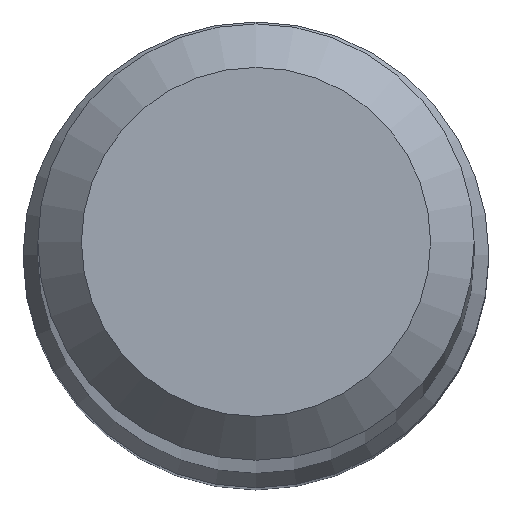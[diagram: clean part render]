
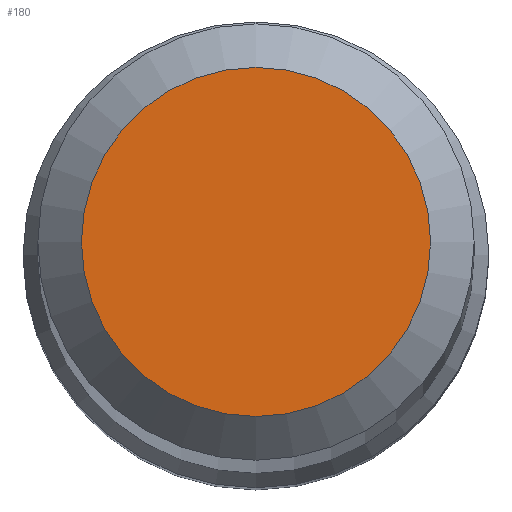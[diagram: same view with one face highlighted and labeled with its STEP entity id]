
A CAD part, top view. The second image highlights one B-rep face of the part: STEP entity #180.
In plain terms, the highlighted planar face has unit normal (0, 0, 1).
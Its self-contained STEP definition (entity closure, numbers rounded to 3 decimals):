
#3 = AXIS2_PLACEMENT_3D ( 'NONE', #72, #186, #58 ) ;
#24 = DIRECTION ( 'NONE',  ( 0., 1., 0. ) ) ;
#42 = DIRECTION ( 'NONE',  ( 0., 0., -1. ) ) ;
#55 = VERTEX_POINT ( 'NONE', #129 ) ;
#58 = DIRECTION ( 'NONE',  ( 0., 1., 0. ) ) ;
#72 = CARTESIAN_POINT ( 'NONE',  ( 0., 0., 80. ) ) ;
#91 = CIRCLE ( 'NONE', #147, 1.6 ) ;
#96 = CARTESIAN_POINT ( 'NONE',  ( 0., 0., 80. ) ) ;
#98 = EDGE_LOOP ( 'NONE', ( #166 ) ) ;
#129 = CARTESIAN_POINT ( 'NONE',  ( 0., 1.6, 80. ) ) ;
#132 = FACE_OUTER_BOUND ( 'NONE', #98, .T. ) ;
#147 = AXIS2_PLACEMENT_3D ( 'NONE', #96, #42, #24 ) ;
#166 = ORIENTED_EDGE ( 'NONE', *, *, #213, .F. ) ;
#180 = ADVANCED_FACE ( 'NONE', ( #132 ), #206, .F. ) ;
#186 = DIRECTION ( 'NONE',  ( 0., 0., -1. ) ) ;
#206 = PLANE ( 'NONE',  #3 ) ;
#213 = EDGE_CURVE ( 'NONE', #55, #55, #91, .T. ) ;
